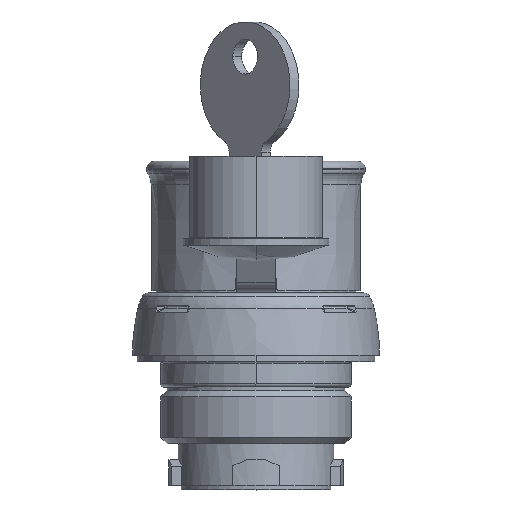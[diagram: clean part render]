
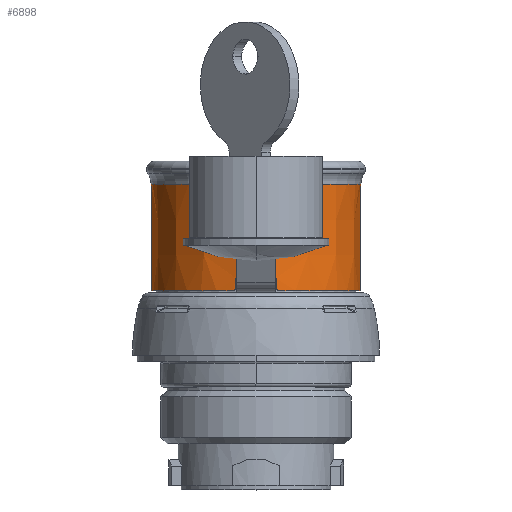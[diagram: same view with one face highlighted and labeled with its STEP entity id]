
A CAD part, top view. The second image highlights one B-rep face of the part: STEP entity #6898.
In plain terms, the highlighted conical face has half-angle 0.5 degrees and reference radius 16.473 mm.
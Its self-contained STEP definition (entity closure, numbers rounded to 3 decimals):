
#397=CARTESIAN_POINT('',(0.,31.4,0.));
#398=DIRECTION('',(0.,1.,0.));
#399=DIRECTION('',(0.218,0.,0.976));
#400=AXIS2_PLACEMENT_3D('',#397,#398,#399);
#413=CARTESIAN_POINT('',(0.,31.4,0.));
#414=DIRECTION('',(0.,1.,0.));
#415=DIRECTION('',(-1.,0.,0.));
#416=AXIS2_PLACEMENT_3D('',#413,#414,#415);
#479=CARTESIAN_POINT('',(3.053,33.4,16.131));
#480=CARTESIAN_POINT('',(3.088,33.4,16.124));
#481=CARTESIAN_POINT('',(3.158,33.381,16.111));
#482=CARTESIAN_POINT('',(3.233,33.307,16.095));
#483=CARTESIAN_POINT('',(3.253,33.238,16.091));
#484=CARTESIAN_POINT('',(3.253,33.203,16.09));
#521=CARTESIAN_POINT('',(-3.253,33.203,16.09));
#522=CARTESIAN_POINT('',(-3.253,33.238,16.091));
#523=CARTESIAN_POINT('',(-3.233,33.307,16.095));
#524=CARTESIAN_POINT('',(-3.158,33.381,16.111));
#525=CARTESIAN_POINT('',(-3.088,33.4,16.124));
#526=CARTESIAN_POINT('',(-3.053,33.4,16.131));
#564=CARTESIAN_POINT('',(3.28,31.695,16.071));
#565=CARTESIAN_POINT('',(3.281,31.643,16.071));
#566=CARTESIAN_POINT('',(3.31,31.54,16.064));
#567=CARTESIAN_POINT('',(3.423,31.428,16.039));
#568=CARTESIAN_POINT('',(3.527,31.4,16.016));
#569=CARTESIAN_POINT('',(3.58,31.4,16.005));
#574=CARTESIAN_POINT('',(3.253,33.203,16.09));
#575=CARTESIAN_POINT('',(3.262,32.701,16.084));
#576=CARTESIAN_POINT('',(3.271,32.198,16.078));
#577=CARTESIAN_POINT('',(3.28,31.695,16.071));
#582=CARTESIAN_POINT('',(0.,33.4,0.));
#583=DIRECTION('',(0.,-1.,0.));
#584=DIRECTION('',(0.186,0.,0.983));
#585=AXIS2_PLACEMENT_3D('',#582,#583,#584);
#590=CARTESIAN_POINT('',(-3.253,33.203,16.09));
#591=CARTESIAN_POINT('',(-3.262,32.701,16.084));
#592=CARTESIAN_POINT('',(-3.271,32.198,16.078));
#593=CARTESIAN_POINT('',(-3.28,31.695,16.071));
#598=CARTESIAN_POINT('',(-3.58,31.4,16.005));
#599=CARTESIAN_POINT('',(-3.527,31.4,16.016));
#600=CARTESIAN_POINT('',(-3.423,31.428,16.039));
#601=CARTESIAN_POINT('',(-3.31,31.54,16.064));
#602=CARTESIAN_POINT('',(-3.281,31.643,16.071));
#603=CARTESIAN_POINT('',(-3.28,31.695,16.071));
#608=DIRECTION('',(0.009,-1.,0.));
#609=VECTOR('',#608,16.8);
#610=CARTESIAN_POINT('',(-16.547,48.199,0.));
#611=LINE('',#610,#609);
#615=CARTESIAN_POINT('',(0.,48.199,0.));
#616=DIRECTION('',(0.,1.,0.));
#617=DIRECTION('',(-1.,0.,0.));
#618=AXIS2_PLACEMENT_3D('',#615,#616,#617);
#623=DIRECTION('',(-0.009,-1.,0.));
#624=VECTOR('',#623,16.8);
#625=CARTESIAN_POINT('',(16.547,48.199,0.));
#626=LINE('',#625,#624);
#5981=CARTESIAN_POINT('',(-16.547,48.199,0.));
#5982=VERTEX_POINT('',#5981);
#5983=CARTESIAN_POINT('',(-16.4,31.4,0.));
#5984=VERTEX_POINT('',#5983);
#5993=CARTESIAN_POINT('',(16.547,48.199,0.));
#5994=VERTEX_POINT('',#5993);
#5995=CARTESIAN_POINT('',(16.4,31.4,0.));
#5996=VERTEX_POINT('',#5995);
#6005=VERTEX_POINT('',#521);
#6006=VERTEX_POINT('',#526);
#6007=VERTEX_POINT('',#479);
#6008=VERTEX_POINT('',#484);
#6009=VERTEX_POINT('',#564);
#6010=VERTEX_POINT('',#569);
#6011=VERTEX_POINT('',#598);
#6012=VERTEX_POINT('',#603);
#6876=CARTESIAN_POINT('',(0.,39.8,0.));
#6877=DIRECTION('',(0.,1.,0.));
#6878=DIRECTION('',(1.,0.,0.));
#6879=AXIS2_PLACEMENT_3D('',#6876,#6877,#6878);
#6880=CONICAL_SURFACE('',#6879,16.473,0.5);
#6881=ORIENTED_EDGE('',*,*,#6787,.F.);
#6882=ORIENTED_EDGE('',*,*,#6801,.F.);
#6883=ORIENTED_EDGE('',*,*,#6815,.F.);
#6884=ORIENTED_EDGE('',*,*,#6829,.T.);
#6885=ORIENTED_EDGE('',*,*,#6843,.F.);
#6886=ORIENTED_EDGE('',*,*,#6857,.T.);
#6887=ORIENTED_EDGE('',*,*,#6870,.F.);
#6888=ORIENTED_EDGE('',*,*,#6771,.F.);
#6890=ORIENTED_EDGE('',*,*,#6889,.F.);
#6892=ORIENTED_EDGE('',*,*,#6891,.T.);
#6894=ORIENTED_EDGE('',*,*,#6893,.T.);
#6895=ORIENTED_EDGE('',*,*,#6767,.F.);
#6896=EDGE_LOOP('',(#6881,#6882,#6883,#6884,#6885,#6886,#6887,#6888,#6890,#6892,
#6894,#6895));
#6897=FACE_OUTER_BOUND('',#6896,.F.);
#6898=ADVANCED_FACE('',(#6897),#6880,.T.);
#401=CIRCLE('',#400,16.4);
#417=CIRCLE('',#416,16.4);
#485=B_SPLINE_CURVE_WITH_KNOTS('',3,(#479,#480,#481,#482,#483,#484),
.UNSPECIFIED.,.F.,.F.,(4,1,1,4),(0.,0.333,0.667,1.),
.UNSPECIFIED.);
#527=B_SPLINE_CURVE_WITH_KNOTS('',3,(#521,#522,#523,#524,#525,#526),
.UNSPECIFIED.,.F.,.F.,(4,1,1,4),(0.,0.333,0.667,1.),
.UNSPECIFIED.);
#570=B_SPLINE_CURVE_WITH_KNOTS('',3,(#564,#565,#566,#567,#568,#569),
.UNSPECIFIED.,.F.,.F.,(4,1,1,4),(0.,0.333,0.667,1.),
.UNSPECIFIED.);
#578=B_SPLINE_CURVE_WITH_KNOTS('',3,(#574,#575,#576,#577),.UNSPECIFIED.,.F.,.F.,
(4,4),(0.,1.),.UNSPECIFIED.);
#586=CIRCLE('',#585,16.417);
#594=B_SPLINE_CURVE_WITH_KNOTS('',3,(#590,#591,#592,#593),.UNSPECIFIED.,.F.,.F.,
(4,4),(0.,1.),.UNSPECIFIED.);
#604=B_SPLINE_CURVE_WITH_KNOTS('',3,(#598,#599,#600,#601,#602,#603),
.UNSPECIFIED.,.F.,.F.,(4,1,1,4),(0.,0.333,0.667,1.),
.UNSPECIFIED.);
#619=CIRCLE('',#618,16.547);
#6767=EDGE_CURVE('',#6010,#5996,#401,.T.);
#6771=EDGE_CURVE('',#5984,#6011,#417,.T.);
#6787=EDGE_CURVE('',#6009,#6010,#570,.T.);
#6801=EDGE_CURVE('',#6008,#6009,#578,.T.);
#6815=EDGE_CURVE('',#6007,#6008,#485,.T.);
#6829=EDGE_CURVE('',#6007,#6006,#586,.T.);
#6843=EDGE_CURVE('',#6005,#6006,#527,.T.);
#6857=EDGE_CURVE('',#6005,#6012,#594,.T.);
#6870=EDGE_CURVE('',#6011,#6012,#604,.T.);
#6889=EDGE_CURVE('',#5982,#5984,#611,.T.);
#6891=EDGE_CURVE('',#5982,#5994,#619,.T.);
#6893=EDGE_CURVE('',#5994,#5996,#626,.T.);
